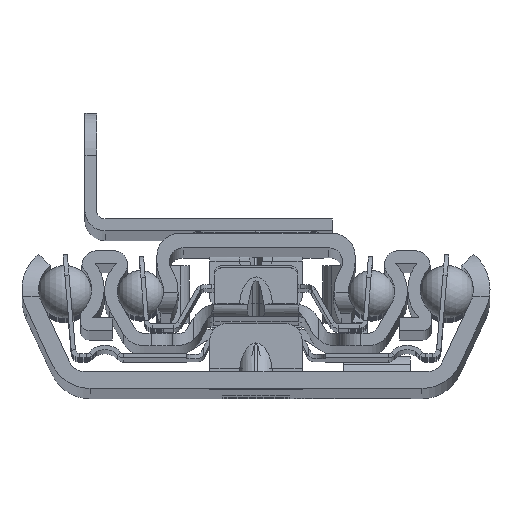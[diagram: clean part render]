
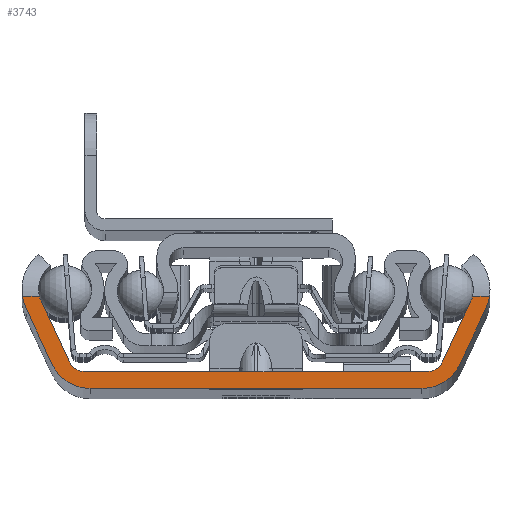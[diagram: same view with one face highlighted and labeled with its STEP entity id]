
A CAD part, top view. The second image highlights one B-rep face of the part: STEP entity #3743.
In plain terms, the highlighted planar face has unit normal (0, 0, 1).
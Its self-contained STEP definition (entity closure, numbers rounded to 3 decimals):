
#36=DIRECTION('',(1.,0.,0.));
#37=VECTOR('',#36,2.024);
#38=CARTESIAN_POINT('',(-27.841,11.,0.));
#39=LINE('',#38,#37);
#40=CARTESIAN_POINT('',(-22.41,11.8,0.));
#41=DIRECTION('',(0.,0.,-1.));
#42=DIRECTION('',(-0.906,-0.423,0.));
#43=AXIS2_PLACEMENT_3D('',#40,#41,#42);
#45=DIRECTION('',(-0.423,0.906,0.));
#46=VECTOR('',#45,7.907);
#47=CARTESIAN_POINT('',(-22.24,3.155,0.));
#48=LINE('',#47,#46);
#49=CARTESIAN_POINT('',(-20.428,4.,0.));
#50=DIRECTION('',(0.,0.,-1.));
#51=DIRECTION('',(0.,-1.,0.));
#52=AXIS2_PLACEMENT_3D('',#49,#50,#51);
#54=DIRECTION('',(-1.,0.,0.));
#55=VECTOR('',#54,40.856);
#56=CARTESIAN_POINT('',(20.428,2.,0.));
#57=LINE('',#56,#55);
#58=CARTESIAN_POINT('',(20.428,4.,0.));
#59=DIRECTION('',(0.,0.,-1.));
#60=DIRECTION('',(0.906,-0.423,0.));
#61=AXIS2_PLACEMENT_3D('',#58,#59,#60);
#63=DIRECTION('',(-0.423,-0.906,0.));
#64=VECTOR('',#63,7.907);
#65=CARTESIAN_POINT('',(25.582,10.321,0.));
#66=LINE('',#65,#64);
#67=CARTESIAN_POINT('',(22.41,11.8,0.));
#68=DIRECTION('',(0.,0.,-1.));
#69=DIRECTION('',(0.974,-0.229,0.));
#70=AXIS2_PLACEMENT_3D('',#67,#68,#69);
#72=DIRECTION('',(1.,0.,0.));
#73=VECTOR('',#72,2.024);
#74=CARTESIAN_POINT('',(25.817,11.,0.));
#75=LINE('',#74,#73);
#76=CARTESIAN_POINT('',(22.41,11.8,0.));
#77=DIRECTION('',(0.,0.,1.));
#78=DIRECTION('',(0.906,-0.423,0.));
#79=AXIS2_PLACEMENT_3D('',#76,#77,#78);
#81=DIRECTION('',(0.423,0.906,0.));
#82=VECTOR('',#81,7.274);
#83=CARTESIAN_POINT('',(24.311,2.887,0.));
#84=LINE('',#83,#82);
#85=CARTESIAN_POINT('',(19.78,5.,0.));
#86=DIRECTION('',(0.,0.,1.));
#87=DIRECTION('',(0.,-1.,0.));
#88=AXIS2_PLACEMENT_3D('',#85,#86,#87);
#90=DIRECTION('',(1.,0.,0.));
#91=VECTOR('',#90,39.56);
#92=CARTESIAN_POINT('',(-19.78,0.,0.));
#93=LINE('',#92,#91);
#94=CARTESIAN_POINT('',(-19.78,5.,0.));
#95=DIRECTION('',(0.,0.,1.));
#96=DIRECTION('',(-0.906,-0.423,0.));
#97=AXIS2_PLACEMENT_3D('',#94,#95,#96);
#99=DIRECTION('',(0.423,-0.906,0.));
#100=VECTOR('',#99,7.274);
#101=CARTESIAN_POINT('',(-27.386,9.48,0.));
#102=LINE('',#101,#100);
#103=CARTESIAN_POINT('',(-22.41,11.8,0.));
#104=DIRECTION('',(0.,0.,1.));
#105=DIRECTION('',(-0.989,-0.146,0.));
#106=AXIS2_PLACEMENT_3D('',#103,#104,#105);
#3100=CARTESIAN_POINT('',(-20.428,2.,0.));
#3101=CARTESIAN_POINT('',(-22.24,3.155,0.));
#3102=VERTEX_POINT('',#3100);
#3103=VERTEX_POINT('',#3101);
#3104=CARTESIAN_POINT('',(-25.582,10.321,0.));
#3105=VERTEX_POINT('',#3104);
#3106=CARTESIAN_POINT('',(-27.386,9.48,0.));
#3107=CARTESIAN_POINT('',(-24.311,2.887,0.));
#3108=VERTEX_POINT('',#3106);
#3109=VERTEX_POINT('',#3107);
#3110=CARTESIAN_POINT('',(-19.78,0.,0.));
#3111=VERTEX_POINT('',#3110);
#3112=CARTESIAN_POINT('',(19.78,0.,0.));
#3113=VERTEX_POINT('',#3112);
#3114=CARTESIAN_POINT('',(24.311,2.887,0.));
#3115=VERTEX_POINT('',#3114);
#3116=CARTESIAN_POINT('',(27.386,9.48,0.));
#3117=VERTEX_POINT('',#3116);
#3118=CARTESIAN_POINT('',(25.582,10.321,0.));
#3119=CARTESIAN_POINT('',(22.24,3.155,0.));
#3120=VERTEX_POINT('',#3118);
#3121=VERTEX_POINT('',#3119);
#3122=CARTESIAN_POINT('',(20.428,2.,0.));
#3123=VERTEX_POINT('',#3122);
#3340=CARTESIAN_POINT('',(-27.841,11.,0.));
#3341=CARTESIAN_POINT('',(-25.817,11.,0.));
#3342=VERTEX_POINT('',#3340);
#3343=VERTEX_POINT('',#3341);
#3344=CARTESIAN_POINT('',(25.817,11.,0.));
#3345=CARTESIAN_POINT('',(27.841,11.,0.));
#3346=VERTEX_POINT('',#3344);
#3347=VERTEX_POINT('',#3345);
#3704=CARTESIAN_POINT('',(0.,0.,0.));
#3705=DIRECTION('',(0.,0.,1.));
#3706=DIRECTION('',(1.,0.,0.));
#3707=AXIS2_PLACEMENT_3D('',#3704,#3705,#3706);
#3708=PLANE('',#3707);
#3710=ORIENTED_EDGE('',*,*,#3709,.T.);
#3712=ORIENTED_EDGE('',*,*,#3711,.F.);
#3714=ORIENTED_EDGE('',*,*,#3713,.F.);
#3716=ORIENTED_EDGE('',*,*,#3715,.F.);
#3718=ORIENTED_EDGE('',*,*,#3717,.F.);
#3720=ORIENTED_EDGE('',*,*,#3719,.F.);
#3722=ORIENTED_EDGE('',*,*,#3721,.F.);
#3724=ORIENTED_EDGE('',*,*,#3723,.F.);
#3726=ORIENTED_EDGE('',*,*,#3725,.T.);
#3728=ORIENTED_EDGE('',*,*,#3727,.F.);
#3730=ORIENTED_EDGE('',*,*,#3729,.F.);
#3732=ORIENTED_EDGE('',*,*,#3731,.F.);
#3734=ORIENTED_EDGE('',*,*,#3733,.F.);
#3736=ORIENTED_EDGE('',*,*,#3735,.F.);
#3738=ORIENTED_EDGE('',*,*,#3737,.F.);
#3740=ORIENTED_EDGE('',*,*,#3739,.F.);
#3741=EDGE_LOOP('',(#3710,#3712,#3714,#3716,#3718,#3720,#3722,#3724,#3726,#3728,
#3730,#3732,#3734,#3736,#3738,#3740));
#3742=FACE_OUTER_BOUND('',#3741,.F.);
#3743=ADVANCED_FACE('',(#3742),#3708,.T.);
#44=CIRCLE('',#43,3.5);
#53=CIRCLE('',#52,2.);
#62=CIRCLE('',#61,2.);
#71=CIRCLE('',#70,3.5);
#80=CIRCLE('',#79,5.49);
#89=CIRCLE('',#88,5.);
#98=CIRCLE('',#97,5.);
#107=CIRCLE('',#106,5.49);
#3709=EDGE_CURVE('',#3342,#3343,#39,.T.);
#3711=EDGE_CURVE('',#3105,#3343,#44,.T.);
#3713=EDGE_CURVE('',#3103,#3105,#48,.T.);
#3715=EDGE_CURVE('',#3102,#3103,#53,.T.);
#3717=EDGE_CURVE('',#3123,#3102,#57,.T.);
#3719=EDGE_CURVE('',#3121,#3123,#62,.T.);
#3721=EDGE_CURVE('',#3120,#3121,#66,.T.);
#3723=EDGE_CURVE('',#3346,#3120,#71,.T.);
#3725=EDGE_CURVE('',#3346,#3347,#75,.T.);
#3727=EDGE_CURVE('',#3117,#3347,#80,.T.);
#3729=EDGE_CURVE('',#3115,#3117,#84,.T.);
#3731=EDGE_CURVE('',#3113,#3115,#89,.T.);
#3733=EDGE_CURVE('',#3111,#3113,#93,.T.);
#3735=EDGE_CURVE('',#3109,#3111,#98,.T.);
#3737=EDGE_CURVE('',#3108,#3109,#102,.T.);
#3739=EDGE_CURVE('',#3342,#3108,#107,.T.);
